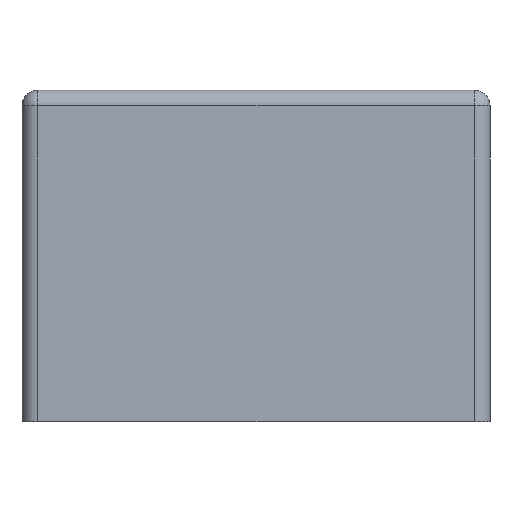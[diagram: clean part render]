
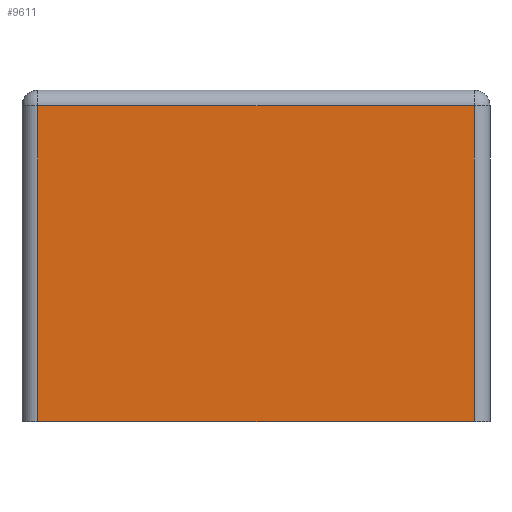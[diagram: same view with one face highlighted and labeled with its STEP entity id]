
A CAD part, left-side view. The second image highlights one B-rep face of the part: STEP entity #9611.
In plain terms, the highlighted planar face has unit normal (-1, 0, 0).
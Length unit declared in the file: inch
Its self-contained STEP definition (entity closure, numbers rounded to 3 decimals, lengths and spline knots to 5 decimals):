
#935 = LINE ( 'NONE', #18965, #26343 ) ;
#2778 = FACE_OUTER_BOUND ( 'NONE', #4716, .T. ) ;
#2875 = DIRECTION ( 'NONE',  ( 0., 0., 1. ) ) ;
#2890 = CARTESIAN_POINT ( 'NONE',  ( -1.75, -1.4, 0.025 ) ) ;
#4716 = EDGE_LOOP ( 'NONE', ( #18061, #29195, #26944, #10193 ) ) ;
#4843 = PLANE ( 'NONE',  #23201 ) ;
#5902 = VECTOR ( 'NONE', #21842, 39.37008 ) ;
#7531 = EDGE_CURVE ( 'NONE', #16229, #8044, #18122, .T. ) ;
#8035 = CARTESIAN_POINT ( 'NONE',  ( -1.75, 1.4, -2. ) ) ;
#8044 = VERTEX_POINT ( 'NONE', #9945 ) ;
#8793 = CARTESIAN_POINT ( 'NONE',  ( -1.75, -1.4, -2. ) ) ;
#9611 = ADVANCED_FACE ( 'NONE', ( #2778 ), #4843, .F. ) ;
#9945 = CARTESIAN_POINT ( 'NONE',  ( -1.75, 1.4, 0.025 ) ) ;
#10193 = ORIENTED_EDGE ( 'NONE', *, *, #21254, .T. ) ;
#10328 = DIRECTION ( 'NONE',  ( 0., 0., -1. ) ) ;
#10773 = EDGE_CURVE ( 'NONE', #27756, #16229, #21234, .T. ) ;
#13231 = DIRECTION ( 'NONE',  ( 1., 0., 0. ) ) ;
#16229 = VERTEX_POINT ( 'NONE', #2890 ) ;
#16679 = CARTESIAN_POINT ( 'NONE',  ( -1.75, 1.5, -2. ) ) ;
#17962 = VECTOR ( 'NONE', #29129, 39.37008 ) ;
#18061 = ORIENTED_EDGE ( 'NONE', *, *, #28499, .T. ) ;
#18122 = LINE ( 'NONE', #26038, #17962 ) ;
#18806 = VERTEX_POINT ( 'NONE', #8035 ) ;
#18823 = CARTESIAN_POINT ( 'NONE',  ( -1.75, -1.4, 0.125 ) ) ;
#18965 = CARTESIAN_POINT ( 'NONE',  ( -1.75, 1.4, 0.125 ) ) ;
#19139 = DIRECTION ( 'NONE',  ( 0., 0., -1. ) ) ;
#21234 = LINE ( 'NONE', #18823, #32013 ) ;
#21254 = EDGE_CURVE ( 'NONE', #8044, #18806, #935, .T. ) ;
#21842 = DIRECTION ( 'NONE',  ( 0., -1., 0. ) ) ;
#23201 = AXIS2_PLACEMENT_3D ( 'NONE', #28719, #13231, #10328 ) ;
#26038 = CARTESIAN_POINT ( 'NONE',  ( -1.75, -1.5, 0.025 ) ) ;
#26343 = VECTOR ( 'NONE', #19139, 39.37008 ) ;
#26944 = ORIENTED_EDGE ( 'NONE', *, *, #7531, .T. ) ;
#27756 = VERTEX_POINT ( 'NONE', #8793 ) ;
#28499 = EDGE_CURVE ( 'NONE', #18806, #27756, #32517, .T. ) ;
#28719 = CARTESIAN_POINT ( 'NONE',  ( -1.75, -1.5, 0.125 ) ) ;
#29129 = DIRECTION ( 'NONE',  ( 0., 1., 0. ) ) ;
#29195 = ORIENTED_EDGE ( 'NONE', *, *, #10773, .T. ) ;
#32013 = VECTOR ( 'NONE', #2875, 39.37008 ) ;
#32517 = LINE ( 'NONE', #16679, #5902 ) ;
